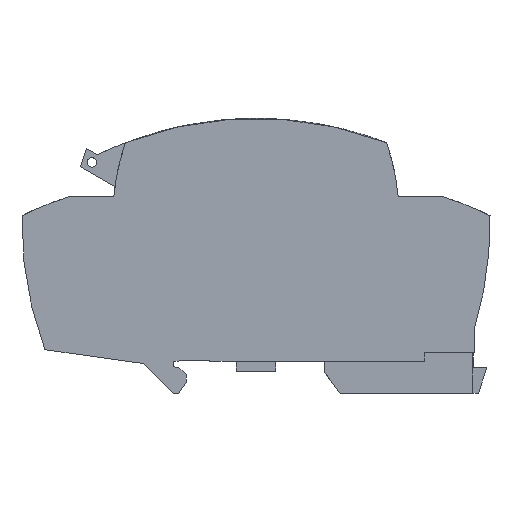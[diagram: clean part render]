
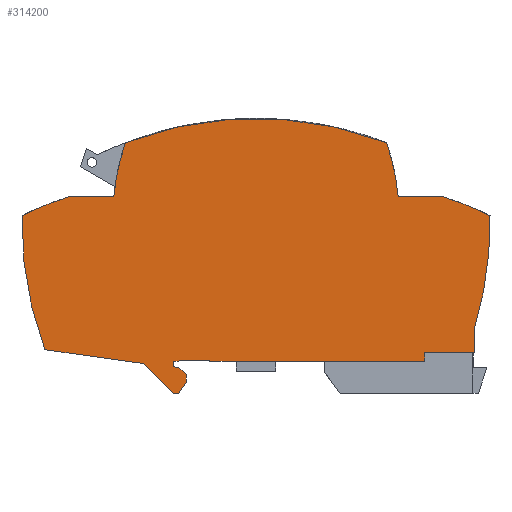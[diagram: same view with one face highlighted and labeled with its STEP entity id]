
A CAD part, left-side view. The second image highlights one B-rep face of the part: STEP entity #314200.
In plain terms, the highlighted face is planar.
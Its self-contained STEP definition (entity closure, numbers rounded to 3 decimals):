
#290770=CARTESIAN_POINT('',(26.299,39.27,
114.8));
#290780=VERTEX_POINT('',#290770);
#290810=CARTESIAN_POINT('',(-53.806,50.559,
114.8));
#290820=DIRECTION('',(-0.99,0.14,
0.));
#290830=VECTOR('',#290820,1.);
#290840=LINE('',#290810,#290830);
#290850=CARTESIAN_POINT('',(5.366,42.22,
114.8));
#290860=VERTEX_POINT('',#290850);
#290870=EDGE_CURVE('',#290780,#290860,#290840,.T.);
#291150=CARTESIAN_POINT('',(-8.834,41.57,
114.8));
#291160=VERTEX_POINT('',#291150);
#291190=CARTESIAN_POINT('',(-8.834,-8.562,
114.8));
#291200=DIRECTION('',(0.,-1.,0.));
#291210=VECTOR('',#291200,1.);
#291220=LINE('',#291190,#291210);
#291230=CARTESIAN_POINT('',(-8.834,41.77,
114.8));
#291240=VERTEX_POINT('',#291230);
#291250=EDGE_CURVE('',#291240,#291160,#291220,.T.);
#293520=CARTESIAN_POINT('',(-18.47,41.77,
114.8));
#293530=DIRECTION('',(1.,0.,0.));
#293540=VECTOR('',#293530,1.);
#293550=LINE('',#293520,#293540);
#293560=CARTESIAN_POINT('',(-54.524,41.77,
114.8));
#293570=VERTEX_POINT('',#293560);
#293580=EDGE_CURVE('',#293570,#291240,#293550,.T.);
#312200=CARTESIAN_POINT('',(-54.524,39.87,
114.8));
#312210=VERTEX_POINT('',#312200);
#312240=CARTESIAN_POINT('',(-53.806,39.87,
114.8));
#312250=DIRECTION('',(1.,0.,0.));
#312260=VECTOR('',#312250,1.);
#312270=LINE('',#312240,#312260);
#312280=CARTESIAN_POINT('',(-65.064,39.87,
114.8));
#312290=VERTEX_POINT('',#312280);
#312300=EDGE_CURVE('',#312290,#312210,#312270,.T.);
#312480=CARTESIAN_POINT('',(-18.47,-8.562,
114.8));
#312490=DIRECTION('',(0.,0.,-1.));
#312500=DIRECTION('',(1.,0.,0.));
#312510=AXIS2_PLACEMENT_3D('',#312480,#312490,#312500);
#312520=PLANE('',#312510);
#312530=CARTESIAN_POINT('',(-53.806,41.57,
114.8));
#312540=DIRECTION('',(-1.,0.,0.));
#312550=VECTOR('',#312540,1.);
#312560=LINE('',#312530,#312550);
#312570=CARTESIAN_POINT('',(-3.42,41.57,
114.8));
#312580=VERTEX_POINT('',#312570);
#312590=EDGE_CURVE('',#312580,#291160,#312560,.T.);
#312600=ORIENTED_EDGE('',*,*,#312590,.T.);
#312610=CARTESIAN_POINT('',(-53.806,37.162,
114.8));
#312620=DIRECTION('',(-0.996,-0.087,
0.));
#312630=VECTOR('',#312620,1.);
#312640=LINE('',#312610,#312630);
#312650=CARTESIAN_POINT('',(-1.134,41.77,
114.8));
#312660=VERTEX_POINT('',#312650);
#312670=EDGE_CURVE('',#312660,#312580,#312640,.T.);
#312680=ORIENTED_EDGE('',*,*,#312670,.T.);
#312690=CARTESIAN_POINT('',(-1.134,26.968,
114.8));
#312700=DIRECTION('',(0.,1.,0.));
#312710=VECTOR('',#312700,1.);
#312720=LINE('',#312690,#312710);
#312730=CARTESIAN_POINT('',(-1.134,42.87,
114.8));
#312740=VERTEX_POINT('',#312730);
#312750=EDGE_CURVE('',#312660,#312740,#312720,.T.);
#312760=ORIENTED_EDGE('',*,*,#312750,.F.);
#312770=CARTESIAN_POINT('',(-53.806,56.983,
114.8));
#312780=DIRECTION('',(-0.966,0.259,
0.));
#312790=VECTOR('',#312780,1.);
#312800=LINE('',#312770,#312790);
#312810=CARTESIAN_POINT('',(-2.432,43.218,
114.8));
#312820=VERTEX_POINT('',#312810);
#312830=EDGE_CURVE('',#312740,#312820,#312800,.T.);
#312840=ORIENTED_EDGE('',*,*,#312830,.F.);
#312850=CARTESIAN_POINT('',(13.818,26.968,
114.8));
#312860=DIRECTION('',(-0.707,0.707,
0.));
#312870=VECTOR('',#312860,1.);
#312880=LINE('',#312850,#312870);
#312890=CARTESIAN_POINT('',(-3.784,44.57,
114.8));
#312900=VERTEX_POINT('',#312890);
#312910=EDGE_CURVE('',#312820,#312900,#312880,.T.);
#312920=ORIENTED_EDGE('',*,*,#312910,.F.);
#312930=CARTESIAN_POINT('',(-3.784,26.968,
114.8));
#312940=DIRECTION('',(0.,1.,0.));
#312950=VECTOR('',#312940,1.);
#312960=LINE('',#312930,#312950);
#312970=CARTESIAN_POINT('',(-3.784,46.22,
114.8));
#312980=VERTEX_POINT('',#312970);
#312990=EDGE_CURVE('',#312900,#312980,#312960,.T.);
#313000=ORIENTED_EDGE('',*,*,#312990,.F.);
#313010=CARTESIAN_POINT('',(-17.265,26.968,
114.8));
#313020=DIRECTION('',(0.574,0.819,
0.));
#313030=VECTOR('',#313020,1.);
#313040=LINE('',#313010,#313030);
#313050=CARTESIAN_POINT('',(-2.104,48.62,
114.8));
#313060=VERTEX_POINT('',#313050);
#313070=EDGE_CURVE('',#312980,#313060,#313040,.T.);
#313080=ORIENTED_EDGE('',*,*,#313070,.F.);
#313090=CARTESIAN_POINT('',(-53.806,48.62,
114.8));
#313100=DIRECTION('',(1.,0.,0.));
#313110=VECTOR('',#313100,1.);
#313120=LINE('',#313090,#313110);
#313130=CARTESIAN_POINT('',(-1.034,48.62,
114.8));
#313140=VERTEX_POINT('',#313130);
#313150=EDGE_CURVE('',#313060,#313140,#313120,.T.);
#313160=ORIENTED_EDGE('',*,*,#313150,.F.);
#313170=CARTESIAN_POINT('',(20.618,26.968,
114.8));
#313180=DIRECTION('',(0.707,-0.707,
0.));
#313190=VECTOR('',#313180,1.);
#313200=LINE('',#313170,#313190);
#313210=EDGE_CURVE('',#313140,#290860,#313200,.T.);
#313220=ORIENTED_EDGE('',*,*,#313210,.F.);
#313230=ORIENTED_EDGE('',*,*,#290870,.T.);
#313240=CARTESIAN_POINT('',(-44.8,12.421,
114.8));
#313250=DIRECTION('',(0.,0.,-1.));
#313260=DIRECTION('',(0.99,0.139,
0.));
#313270=AXIS2_PLACEMENT_3D('',#313240,#313250,#313260);
#313280=CIRCLE('',#313270,76.);
#313290=CARTESIAN_POINT('',(31.181,10.707,
114.8));
#313300=VERTEX_POINT('',#313290);
#313310=EDGE_CURVE('',#290780,#313300,#313280,.T.);
#313320=ORIENTED_EDGE('',*,*,#313310,.F.);
#313330=CARTESIAN_POINT('',(-2.441,80.09,
114.8));
#313340=DIRECTION('',(0.,0.,1.));
#313350=DIRECTION('',(1.,0.,0.));
#313360=AXIS2_PLACEMENT_3D('',#313330,#313340,#313350);
#313370=CIRCLE('',#313360,77.1);
#313380=CARTESIAN_POINT('',(21.096,6.67,
114.8));
#313390=VERTEX_POINT('',#313380);
#313400=EDGE_CURVE('',#313390,#313300,#313370,.T.);
#313410=ORIENTED_EDGE('',*,*,#313400,.T.);
#313420=CARTESIAN_POINT('',(-18.47,6.67,
114.8));
#313430=DIRECTION('',(-1.,0.,0.));
#313440=VECTOR('',#313430,1.);
#313450=LINE('',#313420,#313440);
#313460=CARTESIAN_POINT('',(11.639,6.67,
114.8));
#313470=VERTEX_POINT('',#313460);
#313480=EDGE_CURVE('',#313390,#313470,#313450,.T.);
#313490=ORIENTED_EDGE('',*,*,#313480,.F.);
#313500=CARTESIAN_POINT('',(-38.134,11.429,
114.8));
#313510=DIRECTION('',(0.,0.,1.));
#313520=DIRECTION('',(1.,0.,0.));
#313530=AXIS2_PLACEMENT_3D('',#313500,#313510,#313520);
#313540=CIRCLE('',#313530,50.);
#313550=CARTESIAN_POINT('',(9.16,-4.795,
114.8));
#313560=VERTEX_POINT('',#313550);
#313570=EDGE_CURVE('',#313560,#313470,#313540,.T.);
#313580=ORIENTED_EDGE('',*,*,#313570,.T.);
#313590=CARTESIAN_POINT('',(-18.634,67.121,
114.8));
#313600=DIRECTION('',(0.,0.,-1.));
#313610=DIRECTION('',(0.,1.,0.));
#313620=AXIS2_PLACEMENT_3D('',#313590,#313600,#313610);
#313630=CIRCLE('',#313620,77.1);
#313640=CARTESIAN_POINT('',(-46.429,-4.795,
114.8));
#313650=VERTEX_POINT('',#313640);
#313660=EDGE_CURVE('',#313560,#313650,#313630,.T.);
#313670=ORIENTED_EDGE('',*,*,#313660,.F.);
#313680=CARTESIAN_POINT('',(0.866,11.429,
114.8));
#313690=DIRECTION('',(0.,0.,-1.));
#313700=DIRECTION('',(1.,0.,0.));
#313710=AXIS2_PLACEMENT_3D('',#313680,#313690,#313700);
#313720=CIRCLE('',#313710,50.);
#313730=CARTESIAN_POINT('',(-48.907,6.67,
114.8));
#313740=VERTEX_POINT('',#313730);
#313750=EDGE_CURVE('',#313650,#313740,#313720,.T.);
#313760=ORIENTED_EDGE('',*,*,#313750,.F.);
#313770=CARTESIAN_POINT('',(-53.806,6.67,
114.8));
#313780=DIRECTION('',(-1.,0.,0.));
#313790=VECTOR('',#313780,1.);
#313800=LINE('',#313770,#313790);
#313810=CARTESIAN_POINT('',(-58.364,6.67,
114.8));
#313820=VERTEX_POINT('',#313810);
#313830=EDGE_CURVE('',#313740,#313820,#313800,.T.);
#313840=ORIENTED_EDGE('',*,*,#313830,.F.);
#313850=CARTESIAN_POINT('',(-34.828,80.09,
114.8));
#313860=DIRECTION('',(0.,0.,-1.));
#313870=DIRECTION('',(1.,0.,0.));
#313880=AXIS2_PLACEMENT_3D('',#313850,#313860,#313870);
#313890=CIRCLE('',#313880,77.1);
#313900=CARTESIAN_POINT('',(-68.449,10.707,
114.8));
#313910=VERTEX_POINT('',#313900);
#313920=EDGE_CURVE('',#313820,#313910,#313890,.T.);
#313930=ORIENTED_EDGE('',*,*,#313920,.F.);
#313940=CARTESIAN_POINT('',(7.532,12.421,
114.8));
#313950=DIRECTION('',(0.,0.,1.));
#313960=DIRECTION('',(-0.99,0.139,
0.));
#313970=AXIS2_PLACEMENT_3D('',#313940,#313950,#313960);
#313980=CIRCLE('',#313970,76.);
#313990=CARTESIAN_POINT('',(-65.064,34.911,
114.8));
#314000=VERTEX_POINT('',#313990);
#314010=EDGE_CURVE('',#314000,#313910,#313980,.T.);
#314020=ORIENTED_EDGE('',*,*,#314010,.T.);
#314030=CARTESIAN_POINT('',(-65.064,26.968,
114.8));
#314040=DIRECTION('',(0.,-1.,0.));
#314050=VECTOR('',#314040,1.);
#314060=LINE('',#314030,#314050);
#314070=EDGE_CURVE('',#312290,#314000,#314060,.T.);
#314080=ORIENTED_EDGE('',*,*,#314070,.T.);
#314090=ORIENTED_EDGE('',*,*,#312300,.F.);
#314100=CARTESIAN_POINT('',(-54.524,-8.562,
114.8));
#314110=DIRECTION('',(0.,-1.,0.));
#314120=VECTOR('',#314110,1.);
#314130=LINE('',#314100,#314120);
#314140=EDGE_CURVE('',#293570,#312210,#314130,.T.);
#314150=ORIENTED_EDGE('',*,*,#314140,.T.);
#314160=ORIENTED_EDGE('',*,*,#293580,.F.);
#314170=ORIENTED_EDGE('',*,*,#291250,.F.);
#314180=EDGE_LOOP('',(#314170,#314160,#314150,#314090,#314080,#314020,
#313930,#313840,#313760,#313670,#313580,#313490,#313410,#313320,#313230,
#313220,#313160,#313080,#313000,#312920,#312840,#312760,#312680,#312600)
);
#314190=FACE_OUTER_BOUND('',#314180,.T.);
#314200=ADVANCED_FACE('',(#314190),#312520,.F.);
